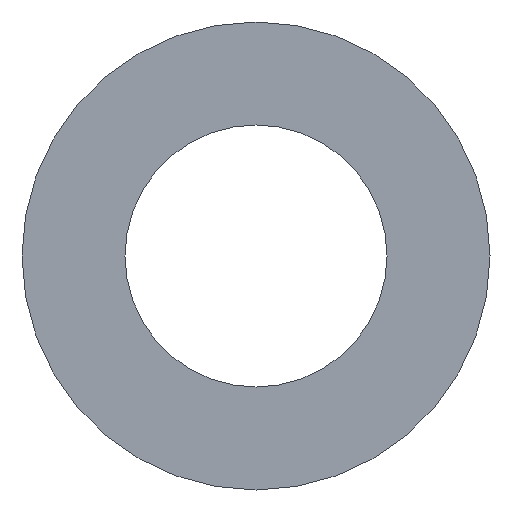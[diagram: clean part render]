
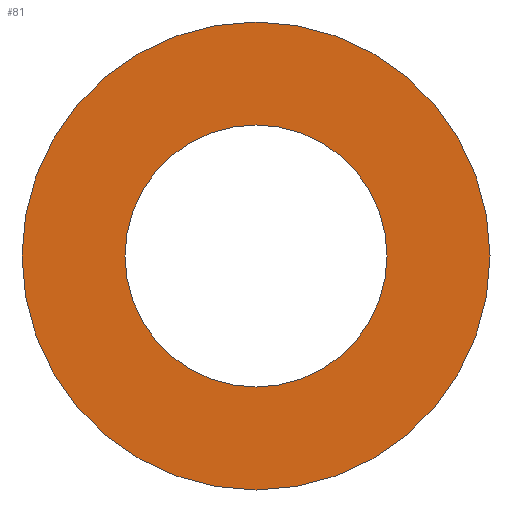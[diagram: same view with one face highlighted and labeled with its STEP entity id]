
A CAD part, front view. The second image highlights one B-rep face of the part: STEP entity #81.
In plain terms, the highlighted planar face has unit normal (0, -1, 0).
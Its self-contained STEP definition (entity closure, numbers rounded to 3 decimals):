
#7 = DIRECTION ( 'NONE',  ( 0., 0., 1. ) ) ;
#14 = CIRCLE ( 'NONE', #58, 4.2 ) ;
#38 = CARTESIAN_POINT ( 'NONE',  ( 0., 0., 0. ) ) ;
#39 = CARTESIAN_POINT ( 'NONE',  ( 0., 0., -4.2 ) ) ;
#56 = ORIENTED_EDGE ( 'NONE', *, *, #123, .F. ) ;
#58 = AXIS2_PLACEMENT_3D ( 'NONE', #121, #190, #107 ) ;
#59 = DIRECTION ( 'NONE',  ( 0., 1., 0. ) ) ;
#60 = CARTESIAN_POINT ( 'NONE',  ( 0., 0., -7.5 ) ) ;
#61 = PLANE ( 'NONE',  #200 ) ;
#62 = AXIS2_PLACEMENT_3D ( 'NONE', #38, #59, #7 ) ;
#66 = EDGE_CURVE ( 'NONE', #187, #89, #14, .T. ) ;
#71 = CIRCLE ( 'NONE', #191, 7.5 ) ;
#73 = EDGE_CURVE ( 'NONE', #205, #189, #183, .T. ) ;
#81 = ADVANCED_FACE ( 'NONE', ( #207, #212 ), #61, .F. ) ;
#87 = ORIENTED_EDGE ( 'NONE', *, *, #66, .T. ) ;
#88 = DIRECTION ( 'NONE',  ( 0., 1., 0. ) ) ;
#89 = VERTEX_POINT ( 'NONE', #97 ) ;
#95 = DIRECTION ( 'NONE',  ( 0., 0., 1. ) ) ;
#97 = CARTESIAN_POINT ( 'NONE',  ( 0., 0., 4.2 ) ) ;
#101 = ORIENTED_EDGE ( 'NONE', *, *, #120, .T. ) ;
#107 = DIRECTION ( 'NONE',  ( 0., 0., 1. ) ) ;
#111 = DIRECTION ( 'NONE',  ( 0., 1., 0. ) ) ;
#114 = DIRECTION ( 'NONE',  ( 0., 1., 0. ) ) ;
#120 = EDGE_CURVE ( 'NONE', #89, #187, #167, .T. ) ;
#121 = CARTESIAN_POINT ( 'NONE',  ( 0., 0., 0. ) ) ;
#122 = EDGE_LOOP ( 'NONE', ( #87, #101 ) ) ;
#123 = EDGE_CURVE ( 'NONE', #189, #205, #71, .T. ) ;
#128 = DIRECTION ( 'NONE',  ( 0., 0., 1. ) ) ;
#132 = ORIENTED_EDGE ( 'NONE', *, *, #73, .F. ) ;
#144 = CARTESIAN_POINT ( 'NONE',  ( 0., 0., 0. ) ) ;
#148 = AXIS2_PLACEMENT_3D ( 'NONE', #169, #88, #152 ) ;
#152 = DIRECTION ( 'NONE',  ( 0., 0., 1. ) ) ;
#164 = CARTESIAN_POINT ( 'NONE',  ( 0., 0., 0. ) ) ;
#167 = CIRCLE ( 'NONE', #62, 4.2 ) ;
#169 = CARTESIAN_POINT ( 'NONE',  ( 0., 0., 0. ) ) ;
#183 = CIRCLE ( 'NONE', #148, 7.5 ) ;
#187 = VERTEX_POINT ( 'NONE', #39 ) ;
#189 = VERTEX_POINT ( 'NONE', #198 ) ;
#190 = DIRECTION ( 'NONE',  ( 0., 1., 0. ) ) ;
#191 = AXIS2_PLACEMENT_3D ( 'NONE', #144, #111, #128 ) ;
#198 = CARTESIAN_POINT ( 'NONE',  ( 0., 0., 7.5 ) ) ;
#200 = AXIS2_PLACEMENT_3D ( 'NONE', #164, #114, #95 ) ;
#204 = EDGE_LOOP ( 'NONE', ( #132, #56 ) ) ;
#205 = VERTEX_POINT ( 'NONE', #60 ) ;
#207 = FACE_OUTER_BOUND ( 'NONE', #204, .T. ) ;
#212 = FACE_BOUND ( 'NONE', #122, .T. ) ;
